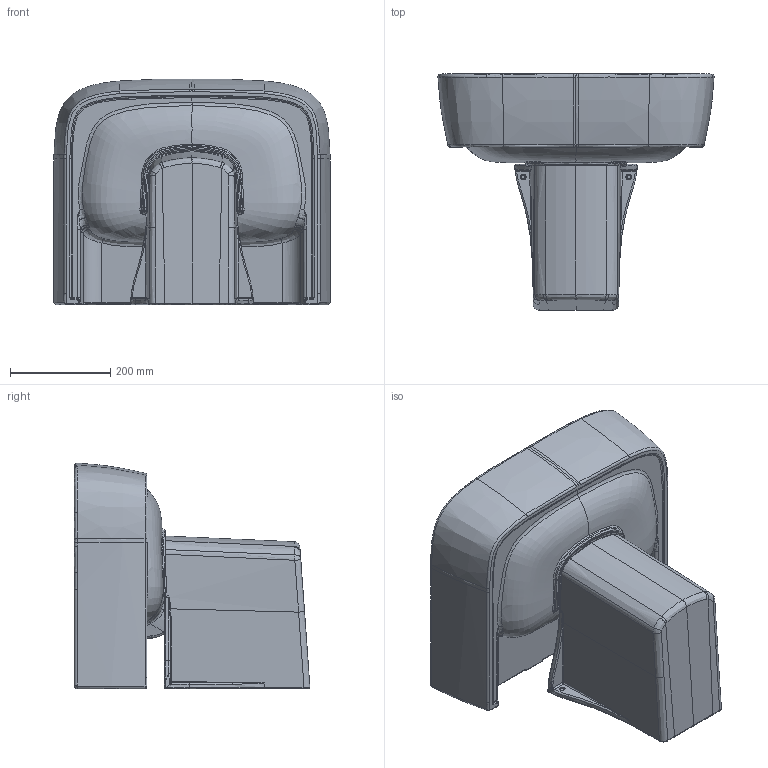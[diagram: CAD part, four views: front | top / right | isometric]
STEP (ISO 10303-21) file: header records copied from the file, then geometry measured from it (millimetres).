
FILE_DESCRIPTION((''),'2;1');
FILE_NAME('K-77768K-8_SOLID','2017-10-19T',('ko35559'),('Kohler Company'),'CREO PARAMETRIC BY PTC INC, 2016130','CREO PARAMETRIC BY PTC INC, 2016130','');
FILE_SCHEMA(('CONFIG_CONTROL_DESIGN'));
Length unit declared in the file: millimetre
Products named in the file (1): K-77768K-8_SOLID
Bounding box: 550.85 x 470.58 x 450.4 mm (x, y, z)
Volume: 28523184.6 mm3; surface area: 1210093.8 mm2
Topology: 1 solids, 1 shells, 743 faces, 1913 edges, 1173 vertices
Faces by surface type: bspline 538, cylinder 105, torus 46, plane 36, extrusion 12, sphere 6
Entity records: 59532 total; most frequent: CARTESIAN_POINT 46118, ORIENTED_EDGE 3814, EDGE_CURVE 1907, B_SPLINE_CURVE_WITH_KNOTS 1428, DIRECTION 1179, VERTEX_POINT 1173, EDGE_LOOP 750, FACE_OUTER_BOUND 743
